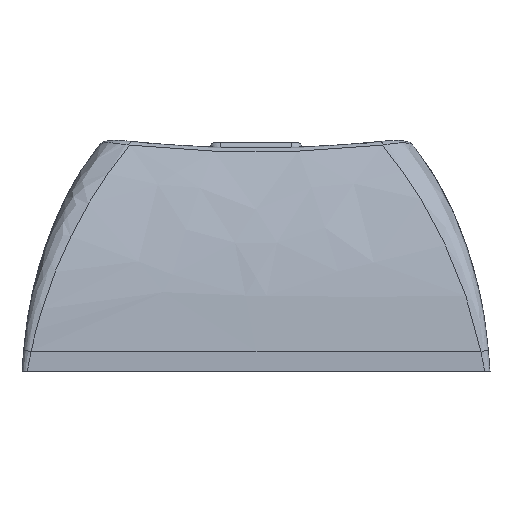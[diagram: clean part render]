
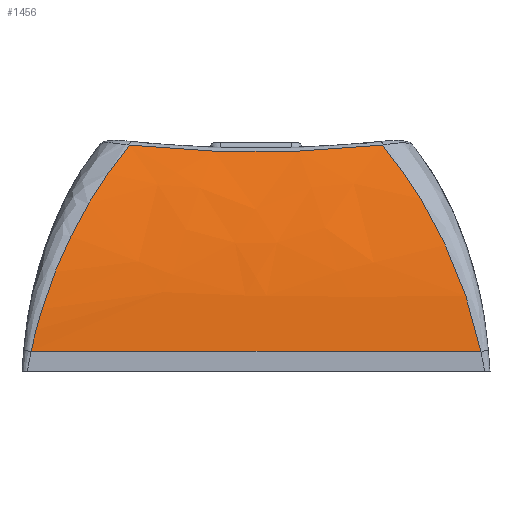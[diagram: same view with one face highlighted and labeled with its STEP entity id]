
A CAD part, front view. The second image highlights one B-rep face of the part: STEP entity #1456.
In plain terms, the highlighted free-form (B-spline) face has degree [3, 1] with [4, 2] control points.
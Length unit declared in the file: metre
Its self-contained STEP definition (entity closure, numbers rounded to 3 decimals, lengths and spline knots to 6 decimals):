
#26=B_SPLINE_SURFACE_WITH_KNOTS('',3,1,((#3413,#3414),(#3415,#3416),(#3417,
#3418),(#3419,#3420)),.SURF_OF_LINEAR_EXTRUSION.,.F.,.F.,.F.,(4,4),(2,2),
(0.,0.960377),(0.,1.),
 .PIECEWISE_BEZIER_KNOTS.);
#66=B_SPLINE_CURVE_WITH_KNOTS('',3,(#2441,#2442,#2443,#2444),
 .UNSPECIFIED.,.F.,.F.,(4,4),(0.,1.),.UNSPECIFIED.);
#72=B_SPLINE_CURVE_WITH_KNOTS('',3,(#2747,#2748,#2749,#2750,#2751,#2752,
#2753,#2754,#2755,#2756,#2757,#2758,#2759,#2760,#2761,#2762,#2763,#2764,
#2765,#2766,#2767,#2768,#2769,#2770),.UNSPECIFIED.,.F.,.F.,(4,1,1,1,1,1,
1,1,1,1,1,1,1,1,1,1,1,1,1,1,1,4),(0.,0.125,0.25,0.375,0.4375,0.5,0.5625,
0.625,0.6875,0.75,0.8125,0.84375,0.875,0.90625,0.9375,0.953125,0.960938,
0.96875,0.976563,0.984375,0.992188,1.),.UNSPECIFIED.);
#75=B_SPLINE_CURVE_WITH_KNOTS('',3,(#2921,#2922,#2923,#2924,#2925,#2926,
#2927,#2928,#2929,#2930,#2931,#2932,#2933,#2934,#2935,#2936,#2937,#2938,
#2939,#2940,#2941,#2942,#2943,#2944),.UNSPECIFIED.,.F.,.F.,(4,1,1,1,1,1,
1,1,1,1,1,1,1,1,1,1,1,1,1,1,1,4),(0.,0.007813,0.015625,0.023438,0.03125,
0.039063,0.046875,0.0625,0.09375,0.125,0.15625,0.1875,0.25,0.3125,0.375,
0.4375,0.5,0.5625,0.625,0.75,0.875,1.),.UNSPECIFIED.);
#529=ORIENTED_EDGE('',*,*,#727,.T.);
#530=ORIENTED_EDGE('',*,*,#719,.T.);
#531=ORIENTED_EDGE('',*,*,#732,.T.);
#532=ORIENTED_EDGE('',*,*,#777,.T.);
#533=ORIENTED_EDGE('',*,*,#776,.T.);
#719=EDGE_CURVE('',#875,#876,#66,.T.);
#727=EDGE_CURVE('',#883,#875,#72,.T.);
#732=EDGE_CURVE('',#876,#886,#75,.T.);
#776=EDGE_CURVE('',#910,#883,#1028,.T.);
#777=EDGE_CURVE('',#886,#910,#1029,.T.);
#875=VERTEX_POINT('',#2363);
#876=VERTEX_POINT('',#2400);
#883=VERTEX_POINT('',#2771);
#886=VERTEX_POINT('',#2945);
#910=VERTEX_POINT('',#3386);
#1028=LINE('',#3385,#1147);
#1029=LINE('',#3387,#1148);
#1147=VECTOR('',#1883,1.);
#1148=VECTOR('',#1884,1.);
#1233=EDGE_LOOP('',(#529,#530,#531,#532,#533));
#1324=FACE_BOUND('',#1233,.T.);
#1456=ADVANCED_FACE('',(#1324),#26,.F.);
#1883=DIRECTION('',(1.,0.,0.));
#1884=DIRECTION('',(1.,0.,0.));
#2363=CARTESIAN_POINT('',(0.290345,0.098677,0.008863));
#2400=CARTESIAN_POINT('',(0.280448,0.098677,0.008863));
#2441=CARTESIAN_POINT('',(0.290345,0.098677,0.008863));
#2442=CARTESIAN_POINT('',(0.287046,0.098398,0.008511));
#2443=CARTESIAN_POINT('',(0.283747,0.098398,0.008511));
#2444=CARTESIAN_POINT('',(0.280448,0.098677,0.008863));
#2747=CARTESIAN_POINT('',(0.294196,0.095715,0.0008));
#2748=CARTESIAN_POINT('',(0.294108,0.09575,0.001208));
#2749=CARTESIAN_POINT('',(0.29392,0.095843,0.001976));
#2750=CARTESIAN_POINT('',(0.293553,0.096063,0.003138));
#2751=CARTESIAN_POINT('',(0.29322,0.096289,0.004009));
#2752=CARTESIAN_POINT('',(0.292913,0.096508,0.004719));
#2753=CARTESIAN_POINT('',(0.292653,0.096702,0.005271));
#2754=CARTESIAN_POINT('',(0.292423,0.096878,0.005725));
#2755=CARTESIAN_POINT('',(0.292159,0.097086,0.006212));
#2756=CARTESIAN_POINT('',(0.291885,0.097308,0.006686));
#2757=CARTESIAN_POINT('',(0.291575,0.097567,0.007183));
#2758=CARTESIAN_POINT('',(0.291349,0.097761,0.007523));
#2759=CARTESIAN_POINT('',(0.291149,0.097936,0.007811));
#2760=CARTESIAN_POINT('',(0.290982,0.098084,0.008042));
#2761=CARTESIAN_POINT('',(0.290855,0.098199,0.008214));
#2762=CARTESIAN_POINT('',(0.290698,0.098342,0.008419));
#2763=CARTESIAN_POINT('',(0.290622,0.098412,0.008515));
#2764=CARTESIAN_POINT('',(0.290554,0.098475,0.0086));
#2765=CARTESIAN_POINT('',(0.290531,0.098497,0.008629));
#2766=CARTESIAN_POINT('',(0.290482,0.098544,0.008691));
#2767=CARTESIAN_POINT('',(0.290445,0.098579,0.008738));
#2768=CARTESIAN_POINT('',(0.290372,0.098651,0.00883));
#2769=CARTESIAN_POINT('',(0.290352,0.098671,0.008855));
#2770=CARTESIAN_POINT('',(0.290345,0.098677,0.008863));
#2771=CARTESIAN_POINT('',(0.294195,0.095715,0.0008));
#2921=CARTESIAN_POINT('',(0.280448,0.098677,0.008863));
#2922=CARTESIAN_POINT('',(0.280441,0.098671,0.008855));
#2923=CARTESIAN_POINT('',(0.280422,0.098651,0.00883));
#2924=CARTESIAN_POINT('',(0.280348,0.098579,0.008738));
#2925=CARTESIAN_POINT('',(0.280312,0.098544,0.008691));
#2926=CARTESIAN_POINT('',(0.280263,0.098497,0.008629));
#2927=CARTESIAN_POINT('',(0.280239,0.098475,0.0086));
#2928=CARTESIAN_POINT('',(0.280171,0.098412,0.008515));
#2929=CARTESIAN_POINT('',(0.280095,0.098342,0.008419));
#2930=CARTESIAN_POINT('',(0.279939,0.098199,0.008214));
#2931=CARTESIAN_POINT('',(0.279811,0.098084,0.008042));
#2932=CARTESIAN_POINT('',(0.279645,0.097936,0.007811));
#2933=CARTESIAN_POINT('',(0.279445,0.097761,0.007523));
#2934=CARTESIAN_POINT('',(0.279218,0.097567,0.007183));
#2935=CARTESIAN_POINT('',(0.278909,0.097308,0.006686));
#2936=CARTESIAN_POINT('',(0.278634,0.097086,0.006212));
#2937=CARTESIAN_POINT('',(0.278371,0.096878,0.005725));
#2938=CARTESIAN_POINT('',(0.27814,0.096702,0.005271));
#2939=CARTESIAN_POINT('',(0.27788,0.096508,0.004719));
#2940=CARTESIAN_POINT('',(0.277574,0.096289,0.004009));
#2941=CARTESIAN_POINT('',(0.27724,0.096063,0.003138));
#2942=CARTESIAN_POINT('',(0.276873,0.095843,0.001976));
#2943=CARTESIAN_POINT('',(0.276685,0.09575,0.001208));
#2944=CARTESIAN_POINT('',(0.276598,0.095715,0.0008));
#2945=CARTESIAN_POINT('',(0.276598,0.095715,0.0008));
#3385=CARTESIAN_POINT('',(0.289796,0.095715,0.0008));
#3386=CARTESIAN_POINT('',(0.285397,0.095715,0.0008));
#3387=CARTESIAN_POINT('',(0.280953,0.095715,0.0008));
#3413=CARTESIAN_POINT('',(0.276492,0.095715,0.0008));
#3414=CARTESIAN_POINT('',(0.294301,0.095715,0.0008));
#3415=CARTESIAN_POINT('',(0.276492,0.09598,0.003875));
#3416=CARTESIAN_POINT('',(0.294301,0.09598,0.003875));
#3417=CARTESIAN_POINT('',(0.276492,0.097054,0.006842));
#3418=CARTESIAN_POINT('',(0.294301,0.097054,0.006842));
#3419=CARTESIAN_POINT('',(0.276492,0.098707,0.0089));
#3420=CARTESIAN_POINT('',(0.294301,0.098707,0.0089));
